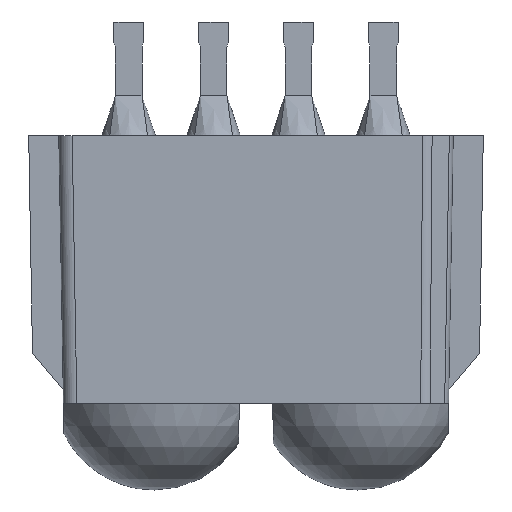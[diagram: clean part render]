
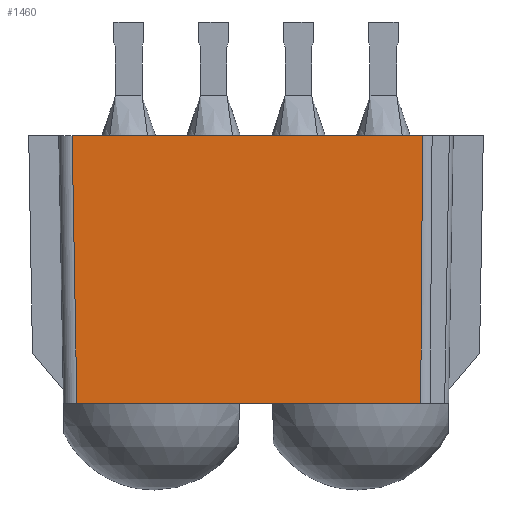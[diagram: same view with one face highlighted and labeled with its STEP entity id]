
A CAD part, front view. The second image highlights one B-rep face of the part: STEP entity #1460.
In plain terms, the highlighted planar face has unit normal (0, -1, -0.018).
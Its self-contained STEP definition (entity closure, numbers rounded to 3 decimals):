
#158=FACE_OUTER_BOUND('',#236,.T.);
#236=EDGE_LOOP('',(#1110,#1111,#1112,#1113));
#380=LINE('',#2214,#524);
#382=LINE('',#2220,#526);
#383=LINE('',#2222,#527);
#384=LINE('',#2223,#528);
#524=VECTOR('',#1836,4.001);
#526=VECTOR('',#1842,5.242);
#527=VECTOR('',#1843,4.001);
#528=VECTOR('',#1844,5.143);
#647=VERTEX_POINT('',#2211);
#648=VERTEX_POINT('',#2213);
#650=VERTEX_POINT('',#2219);
#651=VERTEX_POINT('',#2221);
#814=EDGE_CURVE('',#647,#648,#380,.T.);
#817=EDGE_CURVE('',#650,#647,#382,.T.);
#818=EDGE_CURVE('',#651,#650,#383,.T.);
#819=EDGE_CURVE('',#648,#651,#384,.T.);
#1110=ORIENTED_EDGE('',*,*,#814,.F.);
#1111=ORIENTED_EDGE('',*,*,#817,.F.);
#1112=ORIENTED_EDGE('',*,*,#818,.F.);
#1113=ORIENTED_EDGE('',*,*,#819,.F.);
#1325=PLANE('',#1559);
#1460=ADVANCED_FACE('',(#158),#1325,.T.);
#1559=AXIS2_PLACEMENT_3D('',#2218,#1840,#1841);
#1836=DIRECTION('',(-0.007,0.017,-1.));
#1840=DIRECTION('center_axis',(0.,-1.,
-0.017));
#1841=DIRECTION('ref_axis',(1.,0.,0.));
#1842=DIRECTION('',(1.,0.,0.));
#1843=DIRECTION('',(-0.017,-0.017,1.));
#1844=DIRECTION('',(-1.,0.,0.));
#2211=CARTESIAN_POINT('',(2.492,-1.896,3.));
#2213=CARTESIAN_POINT('',(2.463,-1.827,-1.));
#2214=CARTESIAN_POINT('',(2.478,-1.861,0.981));
#2218=CARTESIAN_POINT('Origin',(-2.95,-1.827,-0.999));
#2219=CARTESIAN_POINT('',(-2.75,-1.896,3.));
#2220=CARTESIAN_POINT('',(2.95,-1.896,3.));
#2221=CARTESIAN_POINT('',(-2.68,-1.827,-1.));
#2222=CARTESIAN_POINT('',(-2.68,-1.826,-1.017));
#2223=CARTESIAN_POINT('',(-1.475,-1.827,-1.));
